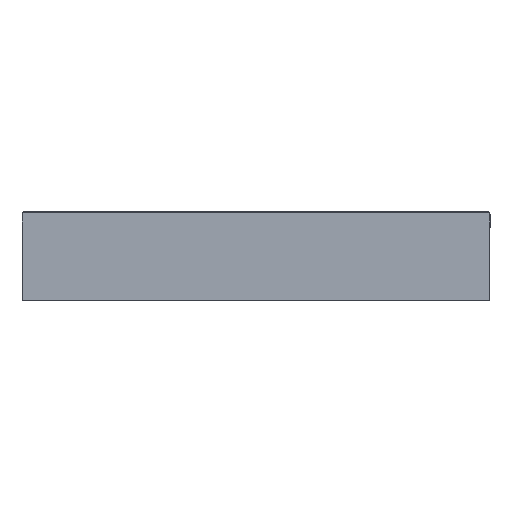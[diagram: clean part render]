
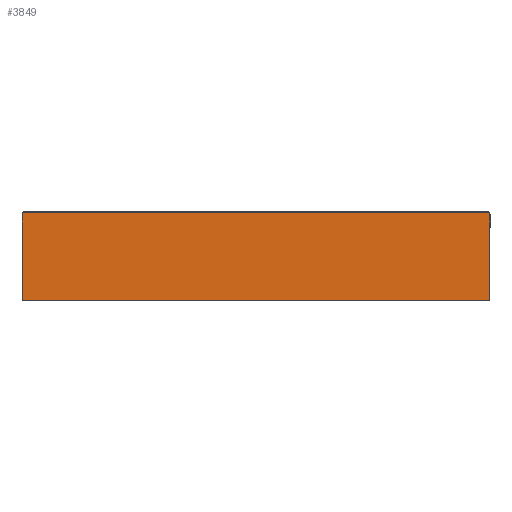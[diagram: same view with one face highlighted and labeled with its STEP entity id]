
A CAD part, left-side view. The second image highlights one B-rep face of the part: STEP entity #3849.
In plain terms, the highlighted planar face has unit normal (-1, 0, 0).
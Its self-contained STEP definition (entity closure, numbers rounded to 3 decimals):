
#345 = CARTESIAN_POINT ( 'NONE',  ( -3.15, -1.6, 0. ) ) ;
#381 = VECTOR ( 'NONE', #3358, 1000. ) ;
#581 = DIRECTION ( 'NONE',  ( 0., 0., -1. ) ) ;
#1443 = ORIENTED_EDGE ( 'NONE', *, *, #4016, .T. ) ;
#1531 = VECTOR ( 'NONE', #12063, 1000. ) ;
#1871 = VERTEX_POINT ( 'NONE', #11661 ) ;
#1886 = VERTEX_POINT ( 'NONE', #5657 ) ;
#2656 = LINE ( 'NONE', #7480, #381 ) ;
#3358 = DIRECTION ( 'NONE',  ( 0., 0., -1. ) ) ;
#3822 = CARTESIAN_POINT ( 'NONE',  ( -3.15, -1.6, 0.6 ) ) ;
#3837 = EDGE_CURVE ( 'NONE', #1871, #1886, #7522, .T. ) ;
#3849 = ADVANCED_FACE ( 'NONE', ( #12932 ), #13007, .F. ) ;
#4016 = EDGE_CURVE ( 'NONE', #12854, #10397, #2656, .T. ) ;
#4796 = EDGE_CURVE ( 'NONE', #10397, #1886, #12606, .T. ) ;
#5536 = DIRECTION ( 'NONE',  ( 0., -1., 0. ) ) ;
#5657 = CARTESIAN_POINT ( 'NONE',  ( -3.15, -1.6, 0. ) ) ;
#6524 = CARTESIAN_POINT ( 'NONE',  ( -3.15, -1.6, 0.6 ) ) ;
#7480 = CARTESIAN_POINT ( 'NONE',  ( -3.15, 1.6, 0.6 ) ) ;
#7522 = LINE ( 'NONE', #6524, #1531 ) ;
#7677 = DIRECTION ( 'NONE',  ( 0., -1., 0. ) ) ;
#7855 = AXIS2_PLACEMENT_3D ( 'NONE', #3822, #11012, #581 ) ;
#8677 = ORIENTED_EDGE ( 'NONE', *, *, #3837, .F. ) ;
#9196 = ORIENTED_EDGE ( 'NONE', *, *, #9264, .F. ) ;
#9264 = EDGE_CURVE ( 'NONE', #12854, #1871, #9757, .T. ) ;
#9433 = VECTOR ( 'NONE', #5536, 1000. ) ;
#9506 = CARTESIAN_POINT ( 'NONE',  ( -3.15, 1.6, 0. ) ) ;
#9757 = LINE ( 'NONE', #11669, #12578 ) ;
#10397 = VERTEX_POINT ( 'NONE', #9506 ) ;
#10705 = EDGE_LOOP ( 'NONE', ( #11159, #8677, #9196, #1443 ) ) ;
#10760 = CARTESIAN_POINT ( 'NONE',  ( -3.15, 1.6, 0.6 ) ) ;
#11012 = DIRECTION ( 'NONE',  ( 1., 0., 0. ) ) ;
#11159 = ORIENTED_EDGE ( 'NONE', *, *, #4796, .T. ) ;
#11661 = CARTESIAN_POINT ( 'NONE',  ( -3.15, -1.6, 0.6 ) ) ;
#11669 = CARTESIAN_POINT ( 'NONE',  ( -3.15, -1.6, 0.6 ) ) ;
#12063 = DIRECTION ( 'NONE',  ( 0., 0., -1. ) ) ;
#12578 = VECTOR ( 'NONE', #7677, 1000. ) ;
#12606 = LINE ( 'NONE', #345, #9433 ) ;
#12854 = VERTEX_POINT ( 'NONE', #10760 ) ;
#12932 = FACE_OUTER_BOUND ( 'NONE', #10705, .T. ) ;
#13007 = PLANE ( 'NONE',  #7855 ) ;
